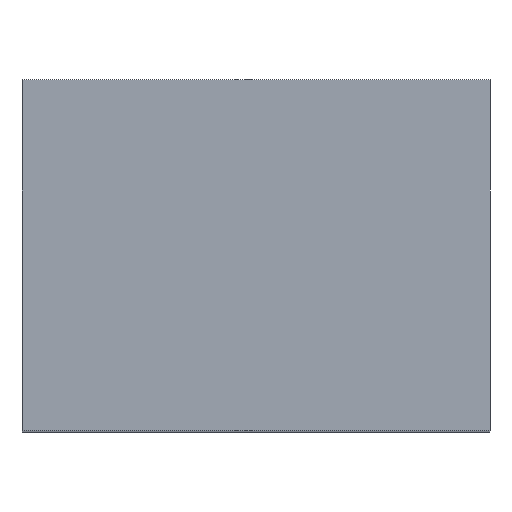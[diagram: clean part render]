
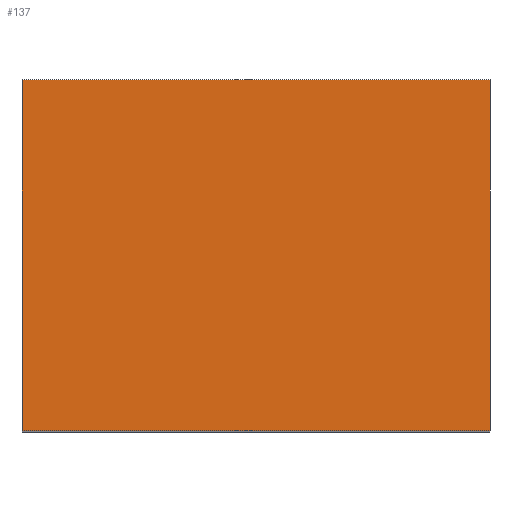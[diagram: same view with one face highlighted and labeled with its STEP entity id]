
A CAD part, top view. The second image highlights one B-rep face of the part: STEP entity #137.
In plain terms, the highlighted planar face has unit normal (0, 0, 1).
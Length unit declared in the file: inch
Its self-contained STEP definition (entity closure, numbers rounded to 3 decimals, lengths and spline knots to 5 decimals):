
#1 = VECTOR ( 'NONE', #116, 39.37008 ) ;
#5 = VECTOR ( 'NONE', #97, 39.37008 ) ;
#6 = ORIENTED_EDGE ( 'NONE', *, *, #123, .F. ) ;
#9 = ORIENTED_EDGE ( 'NONE', *, *, #127, .T. ) ;
#10 = ORIENTED_EDGE ( 'NONE', *, *, #119, .F. ) ;
#16 = VERTEX_POINT ( 'NONE', #28 ) ;
#17 = VERTEX_POINT ( 'NONE', #42 ) ;
#18 = VERTEX_POINT ( 'NONE', #41 ) ;
#28 = CARTESIAN_POINT ( 'NONE',  ( 1., 0., 0. ) ) ;
#29 = ORIENTED_EDGE ( 'NONE', *, *, #122, .T. ) ;
#30 = VERTEX_POINT ( 'NONE', #39 ) ;
#39 = CARTESIAN_POINT ( 'NONE',  ( 1., 0.75, 0. ) ) ;
#41 = CARTESIAN_POINT ( 'NONE',  ( 0., 0., 0. ) ) ;
#42 = CARTESIAN_POINT ( 'NONE',  ( 0., 0.75, 0. ) ) ;
#63 = DIRECTION ( 'NONE',  ( -1., 0., 0. ) ) ;
#64 = DIRECTION ( 'NONE',  ( 0., 0., -1. ) ) ;
#65 = CARTESIAN_POINT ( 'NONE',  ( 1., 0.75, 0. ) ) ;
#66 = PLANE ( 'NONE',  #142 ) ;
#97 = DIRECTION ( 'NONE',  ( 0., -1., 0. ) ) ;
#98 = CARTESIAN_POINT ( 'NONE',  ( 0., 0.75, 0. ) ) ;
#99 = LINE ( 'NONE', #98, #5 ) ;
#106 = DIRECTION ( 'NONE',  ( 1., 0., 0. ) ) ;
#107 = CARTESIAN_POINT ( 'NONE',  ( 1., 0.75, 0. ) ) ;
#108 = LINE ( 'NONE', #107, #207 ) ;
#109 = DIRECTION ( 'NONE',  ( 1., 0., 0. ) ) ;
#110 = CARTESIAN_POINT ( 'NONE',  ( 1., 0., 0. ) ) ;
#111 = LINE ( 'NONE', #110, #199 ) ;
#116 = DIRECTION ( 'NONE',  ( 0., -1., 0. ) ) ;
#117 = CARTESIAN_POINT ( 'NONE',  ( 1., 0.75, 0. ) ) ;
#118 = LINE ( 'NONE', #117, #1 ) ;
#119 = EDGE_CURVE ( 'NONE', #30, #16, #118, .T. ) ;
#122 = EDGE_CURVE ( 'NONE', #18, #16, #111, .T. ) ;
#123 = EDGE_CURVE ( 'NONE', #17, #30, #108, .T. ) ;
#127 = EDGE_CURVE ( 'NONE', #17, #18, #99, .T. ) ;
#137 = ADVANCED_FACE ( 'NONE', ( #155 ), #66, .F. ) ;
#142 = AXIS2_PLACEMENT_3D ( 'NONE', #65, #64, #63 ) ;
#155 = FACE_OUTER_BOUND ( 'NONE', #174, .T. ) ;
#174 = EDGE_LOOP ( 'NONE', ( #29, #10, #6, #9 ) ) ;
#199 = VECTOR ( 'NONE', #109, 39.37008 ) ;
#207 = VECTOR ( 'NONE', #106, 39.37008 ) ;
